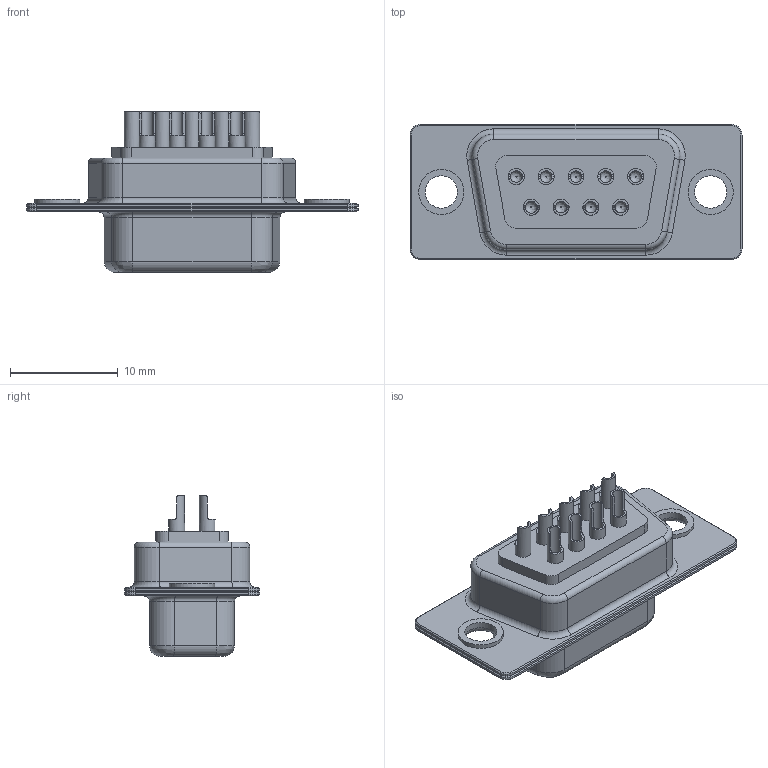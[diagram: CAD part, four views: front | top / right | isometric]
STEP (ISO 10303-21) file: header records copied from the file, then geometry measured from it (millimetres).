
FILE_DESCRIPTION(/* description */ (''),/* implementation_level */ '2;1');
FILE_NAME(/* name */ '105-09-2-3-0-Dummy.stp',/* time_stamp */ '2026-02-02T10:41:51+01:00',/* author */ ('Andreas.Larin'),/* organization */ (''),/* preprocessor_version */ 'ST-DEVELOPER v20',/* originating_system */ 'Autodesk Inventor 2025',/* authorisation */ '');
FILE_SCHEMA (('AUTOMOTIVE_DESIGN { 1 0 10303 214 3 1 1 }'));
Length unit declared in the file: millimetre
Products named in the file (1): 105-09-2-3-0-Dummy
Bounding box: 30.81 x 12.55 x 14.9 mm (x, y, z)
Volume: 1810.2 mm3; surface area: 1712.2 mm2
Topology: 1 solids, 1 shells, 252 faces, 590 edges, 363 vertices
Faces by surface type: cylinder 103, plane 97, cone 25, torus 14, bspline 13
Full cylindrical faces by diameter (mm): 1 x9, 1.08 x8, 1.1 x1, 1.48 x9, 3 x2, 4.2 x2
Entity records: 8100 total; most frequent: CARTESIAN_POINT 2156, DIRECTION 1212, ORIENTED_EDGE 1180, EDGE_CURVE 590, AXIS2_PLACEMENT_3D 462, VERTEX_POINT 363, LINE 288, VECTOR 288
